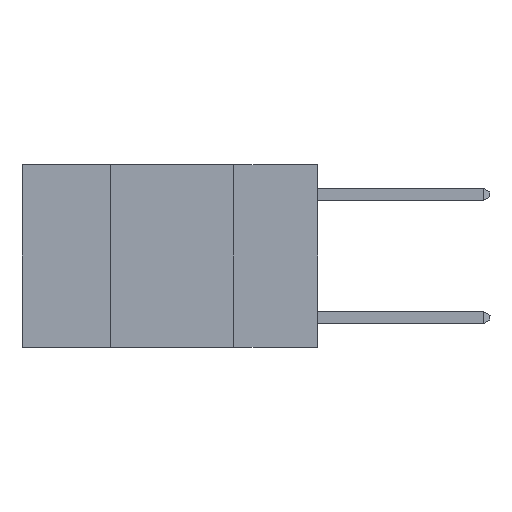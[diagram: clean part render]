
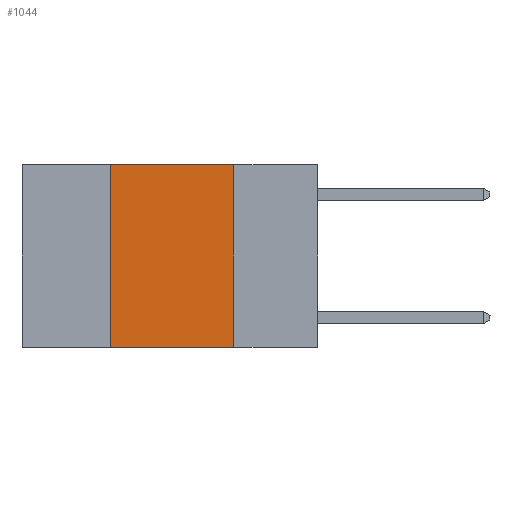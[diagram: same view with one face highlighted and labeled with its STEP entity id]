
A CAD part, left-side view. The second image highlights one B-rep face of the part: STEP entity #1044.
In plain terms, the highlighted planar face has unit normal (-1, 0, 0).
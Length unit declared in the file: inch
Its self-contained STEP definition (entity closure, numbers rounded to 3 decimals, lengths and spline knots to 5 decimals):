
#516 = CARTESIAN_POINT ( 'NONE',  ( 0., 0.6, 0. ) ) ;
#1044 = ADVANCED_FACE ( 'NONE', ( #5627 ), #19593, .F. ) ;
#1533 = DIRECTION ( 'NONE',  ( 0., 0., -1. ) ) ;
#2921 = VECTOR ( 'NONE', #12173, 39.37008 ) ;
#4396 = CARTESIAN_POINT ( 'NONE',  ( 0., 0.17, -0.37 ) ) ;
#5627 = FACE_OUTER_BOUND ( 'NONE', #6744, .T. ) ;
#5826 = VECTOR ( 'NONE', #20276, 39.37008 ) ;
#5897 = VECTOR ( 'NONE', #1533, 39.37008 ) ;
#6357 = LINE ( 'NONE', #18698, #5826 ) ;
#6744 = EDGE_LOOP ( 'NONE', ( #10899, #11269, #11357, #11595 ) ) ;
#7451 = VERTEX_POINT ( 'NONE', #12690 ) ;
#8287 = CARTESIAN_POINT ( 'NONE',  ( 0., 0.17, 0. ) ) ;
#8796 = EDGE_CURVE ( 'NONE', #7451, #15381, #16243, .T. ) ;
#10506 = VERTEX_POINT ( 'NONE', #12895 ) ;
#10859 = DIRECTION ( 'NONE',  ( 0., -1., 0. ) ) ;
#10899 = ORIENTED_EDGE ( 'NONE', *, *, #13368, .F. ) ;
#11269 = ORIENTED_EDGE ( 'NONE', *, *, #15929, .F. ) ;
#11357 = ORIENTED_EDGE ( 'NONE', *, *, #19049, .F. ) ;
#11595 = ORIENTED_EDGE ( 'NONE', *, *, #8796, .T. ) ;
#11819 = VECTOR ( 'NONE', #10859, 39.37008 ) ;
#12173 = DIRECTION ( 'NONE',  ( 0., -1., 0. ) ) ;
#12690 = CARTESIAN_POINT ( 'NONE',  ( 0., 0.42, -0.37 ) ) ;
#12895 = CARTESIAN_POINT ( 'NONE',  ( 0., 0.42, 0. ) ) ;
#13368 = EDGE_CURVE ( 'NONE', #18838, #15381, #14762, .T. ) ;
#14762 = LINE ( 'NONE', #21242, #5897 ) ;
#15381 = VERTEX_POINT ( 'NONE', #4396 ) ;
#15929 = EDGE_CURVE ( 'NONE', #10506, #18838, #20912, .T. ) ;
#16243 = LINE ( 'NONE', #17450, #11819 ) ;
#17450 = CARTESIAN_POINT ( 'NONE',  ( 0., 0.6, -0.37 ) ) ;
#18698 = CARTESIAN_POINT ( 'NONE',  ( 0., 0.42, 0. ) ) ;
#18838 = VERTEX_POINT ( 'NONE', #8287 ) ;
#19049 = EDGE_CURVE ( 'NONE', #7451, #10506, #6357, .T. ) ;
#19200 = AXIS2_PLACEMENT_3D ( 'NONE', #19588, #19537, #19518 ) ;
#19518 = DIRECTION ( 'NONE',  ( 0., 0., -1. ) ) ;
#19537 = DIRECTION ( 'NONE',  ( 1., 0., 0. ) ) ;
#19588 = CARTESIAN_POINT ( 'NONE',  ( 0., 0.6, 0. ) ) ;
#19593 = PLANE ( 'NONE',  #19200 ) ;
#20276 = DIRECTION ( 'NONE',  ( 0., 0., 1. ) ) ;
#20912 = LINE ( 'NONE', #516, #2921 ) ;
#21242 = CARTESIAN_POINT ( 'NONE',  ( 0., 0.17, 0. ) ) ;
